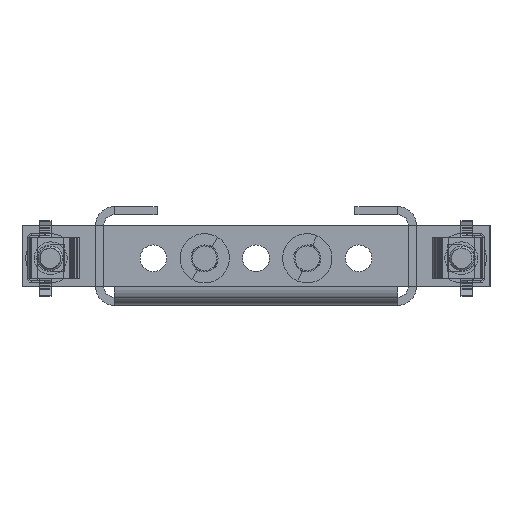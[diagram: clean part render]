
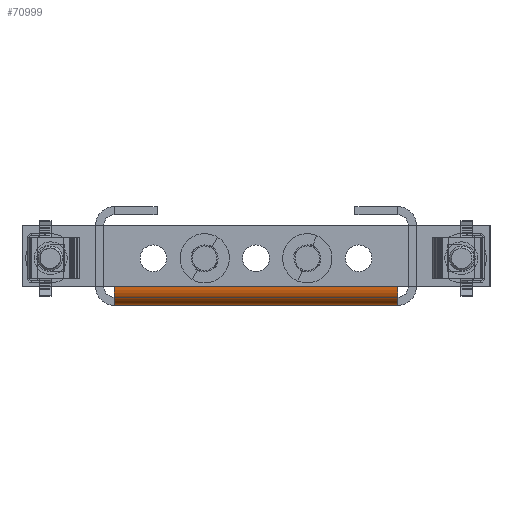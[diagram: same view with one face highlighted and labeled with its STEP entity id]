
A CAD part, left-side view. The second image highlights one B-rep face of the part: STEP entity #70999.
In plain terms, the highlighted cylindrical face has radius 4.6 mm (diameter 9.2 mm), a partial arc.
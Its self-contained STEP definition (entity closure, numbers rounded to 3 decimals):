
#208 = CARTESIAN_POINT ( 'NONE',  ( -957.4, 69., -2. ) ) ;
#634 = AXIS2_PLACEMENT_3D ( 'NONE', #68971, #61510, #39173 ) ;
#1180 = EDGE_CURVE ( 'NONE', #6882, #54847, #3458, .T. ) ;
#1328 = ORIENTED_EDGE ( 'NONE', *, *, #45245, .T. ) ;
#3458 = CIRCLE ( 'NONE', #16147, 4.6 ) ;
#4148 = AXIS2_PLACEMENT_3D ( 'NONE', #73149, #59208, #28000 ) ;
#4687 = EDGE_LOOP ( 'NONE', ( #35607, #45557, #33137, #1328 ) ) ;
#5250 = EDGE_CURVE ( 'NONE', #27076, #54847, #20713, .T. ) ;
#6882 = VERTEX_POINT ( 'NONE', #71231 ) ;
#11244 = CARTESIAN_POINT ( 'NONE',  ( -962., 0., 2.6 ) ) ;
#11388 = CARTESIAN_POINT ( 'NONE',  ( -957.4, 0., 2.6 ) ) ;
#13296 = CIRCLE ( 'NONE', #634, 4.6 ) ;
#14081 = FACE_OUTER_BOUND ( 'NONE', #4687, .T. ) ;
#16147 = AXIS2_PLACEMENT_3D ( 'NONE', #11388, #25812, #16886 ) ;
#16886 = DIRECTION ( 'NONE',  ( 1., 0., 0. ) ) ;
#20713 = LINE ( 'NONE', #26695, #37738 ) ;
#24928 = CARTESIAN_POINT ( 'NONE',  ( -957.4, 69., -2. ) ) ;
#25812 = DIRECTION ( 'NONE',  ( 0., 1., 0. ) ) ;
#26695 = CARTESIAN_POINT ( 'NONE',  ( -962., 69., 2.6 ) ) ;
#27076 = VERTEX_POINT ( 'NONE', #92425 ) ;
#28000 = DIRECTION ( 'NONE',  ( 0., 0., -1. ) ) ;
#30462 = DIRECTION ( 'NONE',  ( 0., -1., 0. ) ) ;
#33137 = ORIENTED_EDGE ( 'NONE', *, *, #41161, .F. ) ;
#35607 = ORIENTED_EDGE ( 'NONE', *, *, #1180, .T. ) ;
#37738 = VECTOR ( 'NONE', #50932, 1000. ) ;
#38171 = VERTEX_POINT ( 'NONE', #24928 ) ;
#39173 = DIRECTION ( 'NONE',  ( 1., 0., 0. ) ) ;
#41161 = EDGE_CURVE ( 'NONE', #38171, #27076, #13296, .T. ) ;
#45245 = EDGE_CURVE ( 'NONE', #38171, #6882, #45806, .T. ) ;
#45557 = ORIENTED_EDGE ( 'NONE', *, *, #5250, .F. ) ;
#45806 = LINE ( 'NONE', #208, #72535 ) ;
#50932 = DIRECTION ( 'NONE',  ( 0., -1., 0. ) ) ;
#54847 = VERTEX_POINT ( 'NONE', #11244 ) ;
#59208 = DIRECTION ( 'NONE',  ( 0., -1., 0. ) ) ;
#61510 = DIRECTION ( 'NONE',  ( 0., 1., 0. ) ) ;
#68971 = CARTESIAN_POINT ( 'NONE',  ( -957.4, 69., 2.6 ) ) ;
#70999 = ADVANCED_FACE ( 'NONE', ( #14081 ), #95949, .T. ) ;
#71231 = CARTESIAN_POINT ( 'NONE',  ( -957.4, 0., -2. ) ) ;
#72535 = VECTOR ( 'NONE', #30462, 1000. ) ;
#73149 = CARTESIAN_POINT ( 'NONE',  ( -957.4, 69., 2.6 ) ) ;
#92425 = CARTESIAN_POINT ( 'NONE',  ( -962., 69., 2.6 ) ) ;
#95949 = CYLINDRICAL_SURFACE ( 'NONE', #4148, 4.6 ) ;
